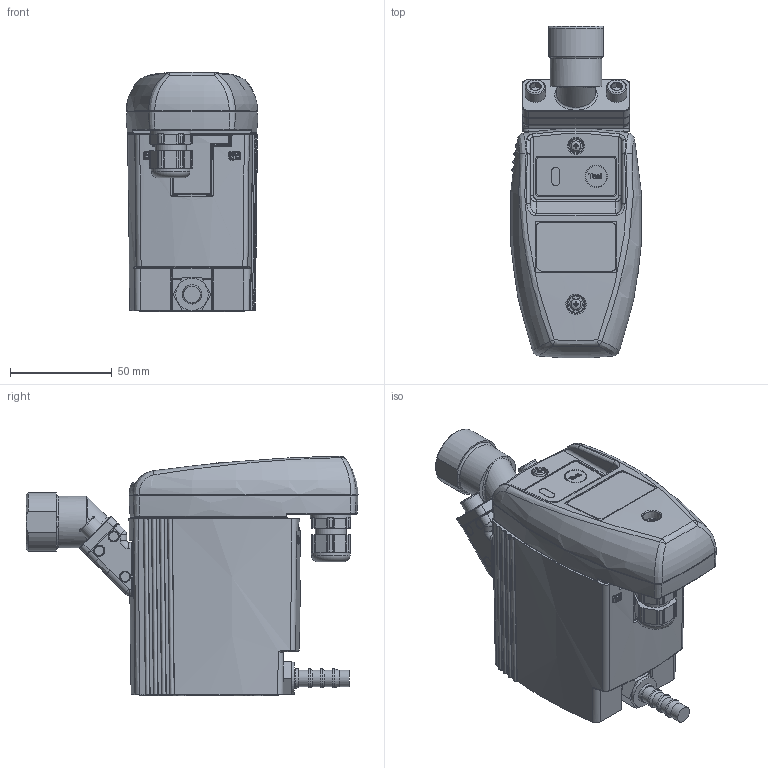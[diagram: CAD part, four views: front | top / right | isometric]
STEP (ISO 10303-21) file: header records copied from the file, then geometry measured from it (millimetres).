
FILE_DESCRIPTION( ( '' ), '1' );
FILE_NAME( 'BM31_Stand-alone_ultramarinblau_BOGE.stp', '2013-09-13T13:26:29', ( '' ), ( '' ), 'PSStep 14.0', ' ', ' ' );
FILE_SCHEMA( ( 'AUTOMOTIVE_DESIGN { 1 0 10303 214 1 1 1 1 }' ) );
Length unit declared in the file: millimetre
Products named in the file (3): Huelle_Winkeladapter_horizontal
Bounding box: 64.74 x 163.46 x 117.79 mm (x, y, z)
Volume: 500336 mm3; surface area: 129467.8 mm2
Topology: 3 solids, 24 shells, 2966 faces, 7553 edges, 4497 vertices
Faces by surface type: cylinder 891, plane 847, bspline 652, torus 216, cone 200, sphere 147, extrusion 13
Full cylindrical faces by diameter (mm): 1.6 x1, 2.4 x1, 2.8 x2, 3.3 x1, 4.773 x4, 4.917 x2, 5 x4, 6 x8, 6.1 x2, 6.3 x2, 6.5 x2, 8.1 x5, 9.3 x3, 10 x8, 10.4 x1, 11 x3, 15 x1, 15.2 x1, 15.9 x1, 16 x1, 16.5 x1, 18.63 x3, 19 x1, 20 x1, 24 x1, 25.502 x1
Entity records: 143541 total; most frequent: CARTESIAN_POINT 55965, ORIENTED_EDGE 14276, DIRECTION 13203, EDGE_CURVE 7138, AXIS2_PLACEMENT_3D 5249, VERTEX_POINT 4424, EDGE_LOOP 3216, FACE_OUTER_BOUND 3082
